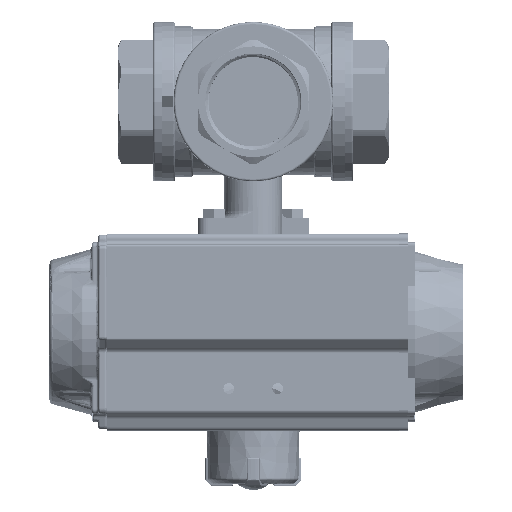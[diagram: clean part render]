
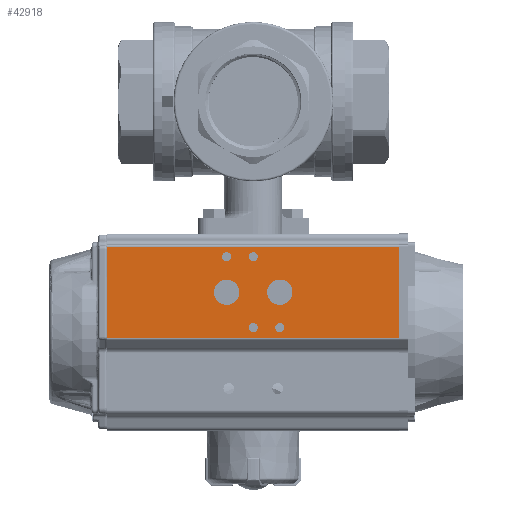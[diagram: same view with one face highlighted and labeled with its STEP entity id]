
A CAD part, front view. The second image highlights one B-rep face of the part: STEP entity #42918.
In plain terms, the highlighted face is planar.
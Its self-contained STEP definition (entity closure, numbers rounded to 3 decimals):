
#1954=PLANE('',#46831);
#5329=LINE('',#103538,#8420);
#5351=LINE('',#103627,#8442);
#8420=VECTOR('',#57163,1000.);
#8442=VECTOR('',#57233,1000.);
#9796=B_SPLINE_CURVE_WITH_KNOTS('',3,(#103437,#103438,#103439,#103440),
 .UNSPECIFIED.,.F.,.F.,(4,4),(0.,1.),.UNSPECIFIED.);
#9800=B_SPLINE_CURVE_WITH_KNOTS('',3,(#103689,#103690,#103691,#103692),
 .UNSPECIFIED.,.F.,.F.,(4,4),(0.,1.),
 .UNSPECIFIED.);
#22176=ORIENTED_EDGE('',*,*,#28357,.F.);
#22177=ORIENTED_EDGE('',*,*,#28428,.T.);
#22178=ORIENTED_EDGE('',*,*,#28402,.T.);
#22179=ORIENTED_EDGE('',*,*,#28332,.T.);
#22180=ORIENTED_EDGE('',*,*,#28333,.T.);
#22181=ORIENTED_EDGE('',*,*,#28335,.T.);
#22182=ORIENTED_EDGE('',*,*,#28337,.T.);
#22183=ORIENTED_EDGE('',*,*,#28339,.T.);
#22184=ORIENTED_EDGE('',*,*,#28341,.T.);
#22185=ORIENTED_EDGE('',*,*,#28343,.T.);
#28332=EDGE_CURVE('',#32552,#32555,#9796,.T.);
#28333=EDGE_CURVE('',#32556,#32556,#34163,.F.);
#28335=EDGE_CURVE('',#32558,#32558,#34165,.F.);
#28337=EDGE_CURVE('',#32560,#32560,#34167,.F.);
#28339=EDGE_CURVE('',#32562,#32562,#34169,.F.);
#28341=EDGE_CURVE('',#32564,#32564,#34171,.F.);
#28343=EDGE_CURVE('',#32566,#32566,#34173,.F.);
#28357=EDGE_CURVE('',#32594,#32555,#5329,.T.);
#28402=EDGE_CURVE('',#32638,#32552,#5351,.T.);
#28428=EDGE_CURVE('',#32594,#32638,#9800,.T.);
#32552=VERTEX_POINT('',#103431);
#32555=VERTEX_POINT('',#103436);
#32556=VERTEX_POINT('',#103443);
#32558=VERTEX_POINT('',#103448);
#32560=VERTEX_POINT('',#103453);
#32562=VERTEX_POINT('',#103458);
#32564=VERTEX_POINT('',#103463);
#32566=VERTEX_POINT('',#103468);
#32594=VERTEX_POINT('',#103537);
#32638=VERTEX_POINT('',#103628);
#34163=CIRCLE('',#46727,5.723);
#34165=CIRCLE('',#46730,5.723);
#34167=CIRCLE('',#46733,2.067);
#34169=CIRCLE('',#46736,2.067);
#34171=CIRCLE('',#46739,2.067);
#34173=CIRCLE('',#46742,2.067);
#37063=EDGE_LOOP('',(#22176,#22177,#22178,#22179));
#37064=EDGE_LOOP('',(#22180));
#37065=EDGE_LOOP('',(#22181));
#37066=EDGE_LOOP('',(#22182));
#37067=EDGE_LOOP('',(#22183));
#37068=EDGE_LOOP('',(#22184));
#37069=EDGE_LOOP('',(#22185));
#39962=FACE_BOUND('',#37063,.T.);
#39963=FACE_BOUND('',#37064,.T.);
#39964=FACE_BOUND('',#37065,.T.);
#39965=FACE_BOUND('',#37066,.T.);
#39966=FACE_BOUND('',#37067,.T.);
#39967=FACE_BOUND('',#37068,.T.);
#39968=FACE_BOUND('',#37069,.T.);
#42918=ADVANCED_FACE('',(#39962,#39963,#39964,#39965,#39966,#39967,#39968),
#1954,.T.);
#46727=AXIS2_PLACEMENT_3D('',#103442,#57051,#57052);
#46730=AXIS2_PLACEMENT_3D('',#103447,#57057,#57058);
#46733=AXIS2_PLACEMENT_3D('',#103452,#57063,#57064);
#46736=AXIS2_PLACEMENT_3D('',#103457,#57069,#57070);
#46739=AXIS2_PLACEMENT_3D('',#103462,#57075,#57076);
#46742=AXIS2_PLACEMENT_3D('',#103467,#57081,#57082);
#46831=AXIS2_PLACEMENT_3D('',#103688,#57304,#57305);
#57051=DIRECTION('',(1.,0.,0.));
#57052=DIRECTION('',(0.,0.,-1.));
#57057=DIRECTION('',(1.,0.,0.));
#57058=DIRECTION('',(0.,0.,-1.));
#57063=DIRECTION('',(1.,0.,0.));
#57064=DIRECTION('',(0.,0.,-1.));
#57069=DIRECTION('',(1.,0.,0.));
#57070=DIRECTION('',(0.,0.,-1.));
#57075=DIRECTION('',(1.,0.,0.));
#57076=DIRECTION('',(0.,0.,-1.));
#57081=DIRECTION('',(1.,0.,0.));
#57082=DIRECTION('',(0.,0.,-1.));
#57163=DIRECTION('',(0.,1.,0.));
#57233=DIRECTION('',(0.,1.,0.));
#57304=DIRECTION('',(1.,0.,0.));
#57305=DIRECTION('',(0.,1.,0.));
#103431=CARTESIAN_POINT('',(47.,2.864,0.));
#103436=CARTESIAN_POINT('',(47.,2.864,132.));
#103437=CARTESIAN_POINT('',(47.,2.864,0.));
#103438=CARTESIAN_POINT('',(47.,2.864,44.));
#103439=CARTESIAN_POINT('',(47.,2.864,88.));
#103440=CARTESIAN_POINT('',(47.,2.864,132.));
#103442=CARTESIAN_POINT('',(47.,-17.971,54.));
#103443=CARTESIAN_POINT('',(47.,-17.971,48.278));
#103447=CARTESIAN_POINT('',(47.,-17.971,78.));
#103448=CARTESIAN_POINT('',(47.,-17.971,72.278));
#103452=CARTESIAN_POINT('',(47.,-33.971,54.));
#103453=CARTESIAN_POINT('',(47.,-33.971,51.933));
#103457=CARTESIAN_POINT('',(47.,-1.971,78.));
#103458=CARTESIAN_POINT('',(47.,-1.971,75.933));
#103462=CARTESIAN_POINT('',(47.,-1.971,66.));
#103463=CARTESIAN_POINT('',(47.,-1.971,63.933));
#103467=CARTESIAN_POINT('',(47.,-33.971,66.));
#103468=CARTESIAN_POINT('',(47.,-33.971,63.933));
#103537=CARTESIAN_POINT('',(47.,-38.493,132.));
#103538=CARTESIAN_POINT('',(47.,-2.42,132.));
#103627=CARTESIAN_POINT('',(47.,-38.493,0.));
#103628=CARTESIAN_POINT('',(47.,-38.493,0.));
#103688=CARTESIAN_POINT('',(47.,-38.493,0.));
#103689=CARTESIAN_POINT('',(47.,-38.493,132.));
#103690=CARTESIAN_POINT('',(47.,-38.493,88.));
#103691=CARTESIAN_POINT('',(47.,-38.493,44.));
#103692=CARTESIAN_POINT('',(47.,-38.493,0.));
